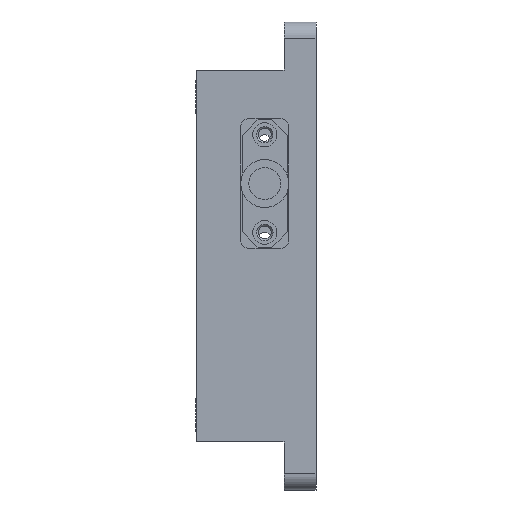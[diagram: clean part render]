
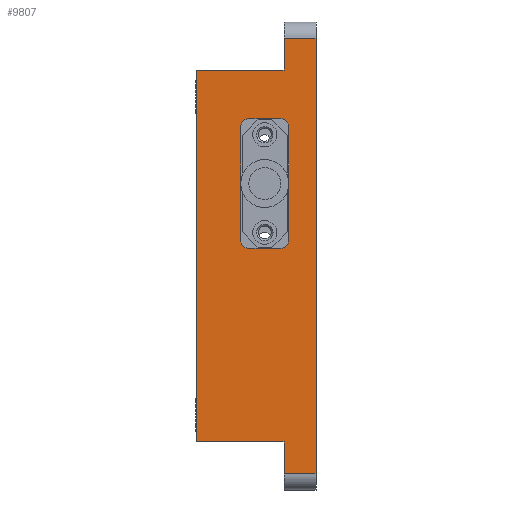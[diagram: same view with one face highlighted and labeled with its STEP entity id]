
A CAD part, left-side view. The second image highlights one B-rep face of the part: STEP entity #9807.
In plain terms, the highlighted planar face has unit normal (-1, 0, 0).
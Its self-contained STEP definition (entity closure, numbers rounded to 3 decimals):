
#27 = EDGE_CURVE ( 'NONE', #1461, #10037, #8601, .T. ) ;
#78 = EDGE_LOOP ( 'NONE', ( #2871, #9641, #2140, #5505, #2502, #6155, #3204, #6570 ) ) ;
#79 = EDGE_CURVE ( 'NONE', #9898, #4033, #853, .T. ) ;
#151 = CARTESIAN_POINT ( 'NONE',  ( -40.5, 15., 23.25 ) ) ;
#166 = EDGE_CURVE ( 'NONE', #4321, #10037, #8472, .T. ) ;
#357 = VERTEX_POINT ( 'NONE', #8154 ) ;
#382 = CARTESIAN_POINT ( 'NONE',  ( -40.5, 4., 27.25 ) ) ;
#503 = CARTESIAN_POINT ( 'NONE',  ( -40.5, 15., -23.25 ) ) ;
#506 = CARTESIAN_POINT ( 'NONE',  ( -40.5, 15., 23.25 ) ) ;
#508 = CARTESIAN_POINT ( 'NONE',  ( -40.5, 15., -23.25 ) ) ;
#516 = EDGE_CURVE ( 'NONE', #1461, #357, #4565, .T. ) ;
#693 = ORIENTED_EDGE ( 'NONE', *, *, #6465, .F. ) ;
#697 = CARTESIAN_POINT ( 'NONE',  ( -40.5, 8.4, 0.95 ) ) ;
#853 = CIRCLE ( 'NONE', #3018, 1. ) ;
#913 = DIRECTION ( 'NONE',  ( 0., 0., 1. ) ) ;
#958 = CARTESIAN_POINT ( 'NONE',  ( -40.5, 15., -23.25 ) ) ;
#1072 = CARTESIAN_POINT ( 'NONE',  ( -40.5, 8.4, 16.15 ) ) ;
#1108 = VECTOR ( 'NONE', #6637, 1000. ) ;
#1229 = VERTEX_POINT ( 'NONE', #5500 ) ;
#1369 = VECTOR ( 'NONE', #9994, 1000. ) ;
#1461 = VERTEX_POINT ( 'NONE', #10137 ) ;
#1466 = VECTOR ( 'NONE', #8067, 1000. ) ;
#1507 = CARTESIAN_POINT ( 'NONE',  ( -40.5, 4.4, 17.15 ) ) ;
#1618 = EDGE_CURVE ( 'NONE', #5201, #1229, #2543, .T. ) ;
#1826 = CARTESIAN_POINT ( 'NONE',  ( -40.5, 0., 0. ) ) ;
#1848 = AXIS2_PLACEMENT_3D ( 'NONE', #7932, #10374, #6367 ) ;
#1971 = CARTESIAN_POINT ( 'NONE',  ( -40.5, 4., 27.25 ) ) ;
#2003 = ORIENTED_EDGE ( 'NONE', *, *, #7494, .F. ) ;
#2077 = DIRECTION ( 'NONE',  ( 0., -1., 0. ) ) ;
#2112 = CARTESIAN_POINT ( 'NONE',  ( -40.5, 15., 0.95 ) ) ;
#2140 = ORIENTED_EDGE ( 'NONE', *, *, #166, .F. ) ;
#2267 = VECTOR ( 'NONE', #8968, 1000. ) ;
#2378 = EDGE_CURVE ( 'NONE', #9347, #4321, #9108, .T. ) ;
#2406 = CARTESIAN_POINT ( 'NONE',  ( -40.5, 9.4, -23.25 ) ) ;
#2502 = ORIENTED_EDGE ( 'NONE', *, *, #5982, .T. ) ;
#2543 = CIRCLE ( 'NONE', #10165, 1. ) ;
#2593 = LINE ( 'NONE', #8797, #9927 ) ;
#2737 = DIRECTION ( 'NONE',  ( 0., 1., 0. ) ) ;
#2752 = EDGE_CURVE ( 'NONE', #1229, #2997, #8348, .T. ) ;
#2797 = EDGE_CURVE ( 'NONE', #357, #6663, #2893, .T. ) ;
#2871 = ORIENTED_EDGE ( 'NONE', *, *, #516, .F. ) ;
#2893 = LINE ( 'NONE', #3147, #2267 ) ;
#2914 = VECTOR ( 'NONE', #2737, 1000. ) ;
#2997 = VERTEX_POINT ( 'NONE', #6253 ) ;
#3018 = AXIS2_PLACEMENT_3D ( 'NONE', #1072, #4301, #9223 ) ;
#3090 = LINE ( 'NONE', #958, #4864 ) ;
#3147 = CARTESIAN_POINT ( 'NONE',  ( -40.5, 4., -23.25 ) ) ;
#3204 = ORIENTED_EDGE ( 'NONE', *, *, #5970, .F. ) ;
#3361 = DIRECTION ( 'NONE',  ( 0., 1., 0. ) ) ;
#3453 = CARTESIAN_POINT ( 'NONE',  ( -40.5, 15., -27.25 ) ) ;
#3718 = LINE ( 'NONE', #151, #7153 ) ;
#3726 = CARTESIAN_POINT ( 'NONE',  ( -40.5, 8.4, 1.95 ) ) ;
#3976 = CARTESIAN_POINT ( 'NONE',  ( -40.5, 4.4, 0.95 ) ) ;
#3991 = DIRECTION ( 'NONE',  ( 0., 1., 0. ) ) ;
#4030 = DIRECTION ( 'NONE',  ( -1., 0., 0. ) ) ;
#4033 = VERTEX_POINT ( 'NONE', #5021 ) ;
#4301 = DIRECTION ( 'NONE',  ( -1., 0., 0. ) ) ;
#4321 = VERTEX_POINT ( 'NONE', #382 ) ;
#4352 = AXIS2_PLACEMENT_3D ( 'NONE', #8560, #6062, #6098 ) ;
#4483 = ORIENTED_EDGE ( 'NONE', *, *, #79, .F. ) ;
#4565 = LINE ( 'NONE', #3453, #2914 ) ;
#4662 = DIRECTION ( 'NONE',  ( -1., 0., 0. ) ) ;
#4706 = PLANE ( 'NONE',  #1848 ) ;
#4864 = VECTOR ( 'NONE', #3361, 1000. ) ;
#4938 = CARTESIAN_POINT ( 'NONE',  ( -40.5, 8.4, 17.15 ) ) ;
#5021 = CARTESIAN_POINT ( 'NONE',  ( -40.5, 9.4, 16.15 ) ) ;
#5093 = ORIENTED_EDGE ( 'NONE', *, *, #10210, .F. ) ;
#5201 = VERTEX_POINT ( 'NONE', #3976 ) ;
#5368 = FACE_OUTER_BOUND ( 'NONE', #78, .T. ) ;
#5442 = ORIENTED_EDGE ( 'NONE', *, *, #1618, .F. ) ;
#5500 = CARTESIAN_POINT ( 'NONE',  ( -40.5, 3.4, 1.95 ) ) ;
#5505 = ORIENTED_EDGE ( 'NONE', *, *, #2378, .F. ) ;
#5538 = EDGE_LOOP ( 'NONE', ( #5093, #5670, #4483, #693, #7668, #8343, #5442, #2003 ) ) ;
#5670 = ORIENTED_EDGE ( 'NONE', *, *, #9016, .F. ) ;
#5764 = CARTESIAN_POINT ( 'NONE',  ( -40.5, 4.4, 1.95 ) ) ;
#5802 = DIRECTION ( 'NONE',  ( 0., 1., 0. ) ) ;
#5814 = EDGE_CURVE ( 'NONE', #10286, #7538, #7664, .T. ) ;
#5878 = CIRCLE ( 'NONE', #4352, 1. ) ;
#5965 = VECTOR ( 'NONE', #2077, 1000. ) ;
#5968 = CARTESIAN_POINT ( 'NONE',  ( -40.5, 4., -23.25 ) ) ;
#5970 = EDGE_CURVE ( 'NONE', #6663, #10286, #3090, .T. ) ;
#5982 = EDGE_CURVE ( 'NONE', #9347, #7538, #3718, .T. ) ;
#6062 = DIRECTION ( 'NONE',  ( -1., 0., 0. ) ) ;
#6098 = DIRECTION ( 'NONE',  ( 0., 0., 1. ) ) ;
#6155 = ORIENTED_EDGE ( 'NONE', *, *, #5814, .F. ) ;
#6247 = AXIS2_PLACEMENT_3D ( 'NONE', #3726, #4662, #7041 ) ;
#6253 = CARTESIAN_POINT ( 'NONE',  ( -40.5, 3.4, 16.15 ) ) ;
#6261 = VECTOR ( 'NONE', #9588, 1000. ) ;
#6305 = VECTOR ( 'NONE', #9373, 1000. ) ;
#6367 = DIRECTION ( 'NONE',  ( 0., 0., -1. ) ) ;
#6389 = CIRCLE ( 'NONE', #6247, 1. ) ;
#6465 = EDGE_CURVE ( 'NONE', #9810, #9898, #2593, .T. ) ;
#6536 = CARTESIAN_POINT ( 'NONE',  ( -40.5, 9.4, 1.95 ) ) ;
#6570 = ORIENTED_EDGE ( 'NONE', *, *, #2797, .F. ) ;
#6637 = DIRECTION ( 'NONE',  ( 0., 0., 1. ) ) ;
#6663 = VERTEX_POINT ( 'NONE', #5968 ) ;
#6896 = CARTESIAN_POINT ( 'NONE',  ( -40.5, 4., 23.25 ) ) ;
#7041 = DIRECTION ( 'NONE',  ( 0., 0., 1. ) ) ;
#7153 = VECTOR ( 'NONE', #5802, 1000. ) ;
#7494 = EDGE_CURVE ( 'NONE', #9808, #5201, #7508, .T. ) ;
#7508 = LINE ( 'NONE', #2112, #5965 ) ;
#7538 = VERTEX_POINT ( 'NONE', #506 ) ;
#7664 = LINE ( 'NONE', #503, #6261 ) ;
#7668 = ORIENTED_EDGE ( 'NONE', *, *, #9377, .F. ) ;
#7932 = CARTESIAN_POINT ( 'NONE',  ( -40.5, 15., -23.25 ) ) ;
#8067 = DIRECTION ( 'NONE',  ( 0., 0., -1. ) ) ;
#8138 = DIRECTION ( 'NONE',  ( 0., 0., 1. ) ) ;
#8154 = CARTESIAN_POINT ( 'NONE',  ( -40.5, 4., -27.25 ) ) ;
#8343 = ORIENTED_EDGE ( 'NONE', *, *, #2752, .F. ) ;
#8348 = LINE ( 'NONE', #8898, #9097 ) ;
#8472 = LINE ( 'NONE', #1971, #6305 ) ;
#8560 = CARTESIAN_POINT ( 'NONE',  ( -40.5, 4.4, 16.15 ) ) ;
#8601 = LINE ( 'NONE', #1826, #1108 ) ;
#8797 = CARTESIAN_POINT ( 'NONE',  ( -40.5, 15., 17.15 ) ) ;
#8898 = CARTESIAN_POINT ( 'NONE',  ( -40.5, 3.4, -23.25 ) ) ;
#8948 = FACE_BOUND ( 'NONE', #5538, .T. ) ;
#8968 = DIRECTION ( 'NONE',  ( 0., 0., 1. ) ) ;
#9016 = EDGE_CURVE ( 'NONE', #4033, #9174, #10102, .T. ) ;
#9097 = VECTOR ( 'NONE', #8138, 1000. ) ;
#9108 = LINE ( 'NONE', #10026, #1369 ) ;
#9174 = VERTEX_POINT ( 'NONE', #6536 ) ;
#9223 = DIRECTION ( 'NONE',  ( 0., 0., 1. ) ) ;
#9347 = VERTEX_POINT ( 'NONE', #6896 ) ;
#9373 = DIRECTION ( 'NONE',  ( 0., -1., 0. ) ) ;
#9377 = EDGE_CURVE ( 'NONE', #2997, #9810, #5878, .T. ) ;
#9588 = DIRECTION ( 'NONE',  ( 0., 0., 1. ) ) ;
#9641 = ORIENTED_EDGE ( 'NONE', *, *, #27, .T. ) ;
#9807 = ADVANCED_FACE ( 'NONE', ( #5368, #8948 ), #4706, .F. ) ;
#9808 = VERTEX_POINT ( 'NONE', #697 ) ;
#9810 = VERTEX_POINT ( 'NONE', #1507 ) ;
#9898 = VERTEX_POINT ( 'NONE', #4938 ) ;
#9927 = VECTOR ( 'NONE', #3991, 1000. ) ;
#9994 = DIRECTION ( 'NONE',  ( 0., 0., 1. ) ) ;
#10010 = CARTESIAN_POINT ( 'NONE',  ( -40.5, 0., 27.25 ) ) ;
#10026 = CARTESIAN_POINT ( 'NONE',  ( -40.5, 4., -23.25 ) ) ;
#10037 = VERTEX_POINT ( 'NONE', #10010 ) ;
#10102 = LINE ( 'NONE', #2406, #1466 ) ;
#10137 = CARTESIAN_POINT ( 'NONE',  ( -40.5, 0., -27.25 ) ) ;
#10165 = AXIS2_PLACEMENT_3D ( 'NONE', #5764, #4030, #913 ) ;
#10210 = EDGE_CURVE ( 'NONE', #9174, #9808, #6389, .T. ) ;
#10286 = VERTEX_POINT ( 'NONE', #508 ) ;
#10374 = DIRECTION ( 'NONE',  ( 1., 0., 0. ) ) ;
